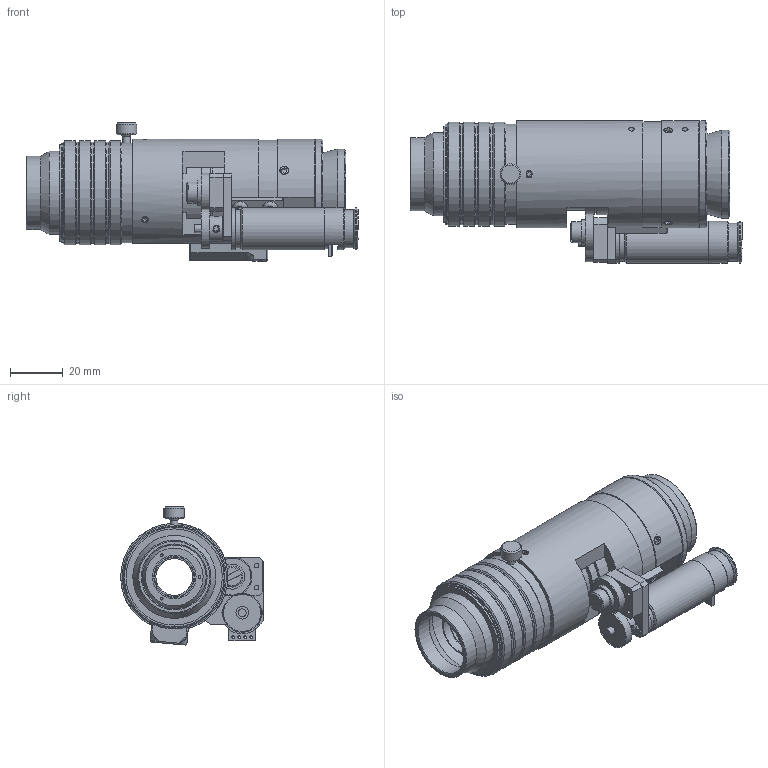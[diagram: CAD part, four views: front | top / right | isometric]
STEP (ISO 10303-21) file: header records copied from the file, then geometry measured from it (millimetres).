
FILE_DESCRIPTION((''),'2;1');
FILE_NAME('62523_0.stp','2009-01-09T11:59:02',('EVANS'),(''),'Autodesk Inventor 2009','Autodesk Inventor 2009','');
FILE_SCHEMA(('AUTOMOTIVE_DESIGN { 1 0 10303 214 1 1 1 1 }'));
Length unit declared in the file: inch
Products named in the file (44): Assembly1 (LevelofDetail1); 62523 (~1); 6297; 6296; 7036; 7015; 60064; 62327; 7449; 62514-12mm (~1); 60404; 62321; 62322; 62330; 62325; 60403-R; 60398; 7040; 7004; 7108; 60399-R; 60400; 7183; 60136; 6226; 5402; 60137; 60138; 60139; 60436; 7261; 60433; 7008; 62565; 60976; 62326; 62326-1; DN6848S; ECS-T1CY105R; ECJ-2VF1H104Z ...
Assembly tree (58 placements, depth 5):
  Assembly1 (LevelofDetail1)
    62523 (~1)
      6297
      6296
      7036  x2
      7015
      60064
      62327
      7449  x3
      62514-12mm (~1)
        60404
        62321
        62322
          62330
          62325  x2
          60403-R
        60398
        7036  x3
        7040  x4
        7004  x3
        7108  x3
        60399-R
        60400
        7183
      60136
        6226
        5402
        60137
        60138
        60139
        60436
          7261
          60433
        7008
      62565
        60976
        62326
          62326-1
          DN6848S  x2
          ECS-T1CY105R
          ECJ-2VF1H104Z
        62804
      61337-R
        61337-R-1
        61337-R-2
Bounding box: 125.96 x 54.1 x 52.41 mm (x, y, z)
Volume: 83064.8 mm3; surface area: 74561.9 mm2
Topology: 50 solids, 53 shells, 1480 faces, 3643 edges, 2396 vertices
Faces by surface type: plane 925, bspline 264, cylinder 191, cone 92, sphere 8
Full cylindrical faces by diameter (mm): 1.016 x4, 1.575 x1, 1.702 x1, 2.159 x6, 2.184 x17, 2.54 x1, 2.845 x13, 2.997 x2, 3.302 x3, 3.556 x6, 3.785 x1, 4.166 x4, 4.267 x3, 4.75 x2, 4.757 x2, 4.78 x1, 5.537 x1, 6.35 x1, 7.01 x2, 7.874 x1, 7.938 x1, 9.525 x2, 10.109 x1, 10.16 x1, 13.97 x3, 14.11 x1, 14.122 x1, 14.351 x1, 14.503 x1, 14.808 x2
Entity records: 43210 total; most frequent: CARTESIAN_POINT 14826, ORIENTED_EDGE 5472, DIRECTION 4856, EDGE_CURVE 2739, VERTEX_POINT 1949, VECTOR 1766, LINE 1766, EDGE_LOOP 1714
